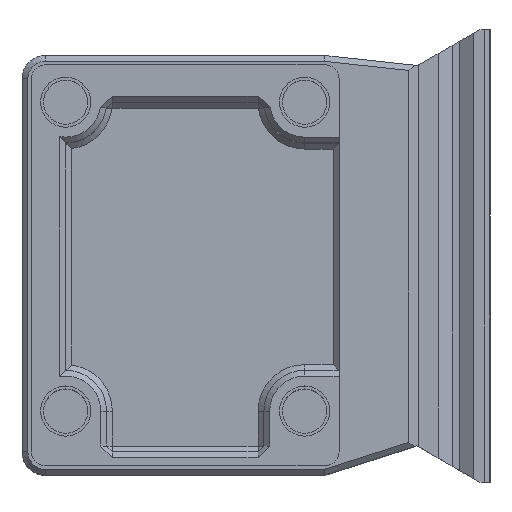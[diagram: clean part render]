
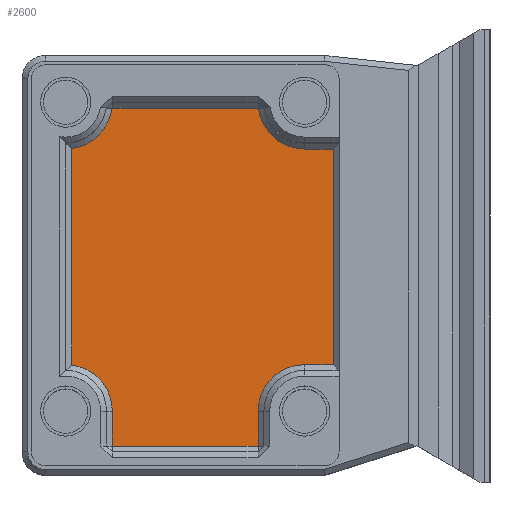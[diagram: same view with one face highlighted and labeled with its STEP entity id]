
A CAD part, top view. The second image highlights one B-rep face of the part: STEP entity #2600.
In plain terms, the highlighted planar face has unit normal (0, 0, 1).
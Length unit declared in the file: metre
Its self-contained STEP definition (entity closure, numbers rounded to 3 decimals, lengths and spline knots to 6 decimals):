
#90=CIRCLE('',#2803,0.004);
#91=CIRCLE('',#2804,0.004);
#92=CIRCLE('',#2805,0.004);
#93=CIRCLE('',#2806,0.004);
#390=ORIENTED_EDGE('',*,*,#1046,.T.);
#391=ORIENTED_EDGE('',*,*,#1047,.T.);
#392=ORIENTED_EDGE('',*,*,#1048,.T.);
#393=ORIENTED_EDGE('',*,*,#1049,.T.);
#394=ORIENTED_EDGE('',*,*,#1050,.T.);
#395=ORIENTED_EDGE('',*,*,#1051,.T.);
#396=ORIENTED_EDGE('',*,*,#1052,.T.);
#397=ORIENTED_EDGE('',*,*,#1053,.T.);
#398=ORIENTED_EDGE('',*,*,#1054,.T.);
#399=ORIENTED_EDGE('',*,*,#1055,.T.);
#400=ORIENTED_EDGE('',*,*,#1056,.T.);
#401=ORIENTED_EDGE('',*,*,#1057,.T.);
#1046=EDGE_CURVE('',#1379,#1380,#90,.T.);
#1047=EDGE_CURVE('',#1380,#1381,#1617,.T.);
#1048=EDGE_CURVE('',#1381,#1382,#1618,.T.);
#1049=EDGE_CURVE('',#1382,#1383,#1619,.T.);
#1050=EDGE_CURVE('',#1383,#1384,#91,.T.);
#1051=EDGE_CURVE('',#1384,#1385,#1620,.T.);
#1052=EDGE_CURVE('',#1385,#1386,#1621,.T.);
#1053=EDGE_CURVE('',#1386,#1387,#1622,.T.);
#1054=EDGE_CURVE('',#1387,#1388,#92,.T.);
#1055=EDGE_CURVE('',#1388,#1389,#1623,.T.);
#1056=EDGE_CURVE('',#1389,#1390,#93,.T.);
#1057=EDGE_CURVE('',#1390,#1379,#1624,.T.);
#1379=VERTEX_POINT('',#4061);
#1380=VERTEX_POINT('',#4062);
#1381=VERTEX_POINT('',#4064);
#1382=VERTEX_POINT('',#4066);
#1383=VERTEX_POINT('',#4068);
#1384=VERTEX_POINT('',#4070);
#1385=VERTEX_POINT('',#4072);
#1386=VERTEX_POINT('',#4074);
#1387=VERTEX_POINT('',#4076);
#1388=VERTEX_POINT('',#4078);
#1389=VERTEX_POINT('',#4080);
#1390=VERTEX_POINT('',#4082);
#1617=LINE('',#4063,#1923);
#1618=LINE('',#4065,#1924);
#1619=LINE('',#4067,#1925);
#1620=LINE('',#4071,#1926);
#1621=LINE('',#4073,#1927);
#1622=LINE('',#4075,#1928);
#1623=LINE('',#4079,#1929);
#1624=LINE('',#4083,#1930);
#1923=VECTOR('',#3247,1.);
#1924=VECTOR('',#3248,1.);
#1925=VECTOR('',#3249,1.);
#1926=VECTOR('',#3252,1.);
#1927=VECTOR('',#3253,1.);
#1928=VECTOR('',#3254,1.);
#1929=VECTOR('',#3257,1.);
#1930=VECTOR('',#3260,1.);
#2130=EDGE_LOOP('',(#390,#391,#392,#393,#394,#395,#396,#397,#398,#399,#400,
#401));
#2311=FACE_BOUND('',#2130,.T.);
#2469=PLANE('',#2802);
#2600=ADVANCED_FACE('',(#2311),#2469,.F.);
#2802=AXIS2_PLACEMENT_3D('',#4059,#3243,#3244);
#2803=AXIS2_PLACEMENT_3D('',#4060,#3245,#3246);
#2804=AXIS2_PLACEMENT_3D('',#4069,#3250,#3251);
#2805=AXIS2_PLACEMENT_3D('',#4077,#3255,#3256);
#2806=AXIS2_PLACEMENT_3D('',#4081,#3258,#3259);
#3243=DIRECTION('',(0.,0.,-1.));
#3244=DIRECTION('',(1.,0.,0.));
#3245=DIRECTION('',(0.,0.,-1.));
#3246=DIRECTION('',(-1.,0.,0.));
#3247=DIRECTION('',(0.,-1.,0.));
#3248=DIRECTION('',(1.,0.,0.));
#3249=DIRECTION('',(0.,1.,0.));
#3250=DIRECTION('',(0.,0.,-1.));
#3251=DIRECTION('',(-1.,0.,0.));
#3252=DIRECTION('',(1.,0.,0.));
#3253=DIRECTION('',(0.,1.,0.));
#3254=DIRECTION('',(-1.,0.,0.));
#3255=DIRECTION('',(0.,0.,-1.));
#3256=DIRECTION('',(-1.,0.,0.));
#3257=DIRECTION('',(-1.,0.,0.));
#3258=DIRECTION('',(0.,0.,-1.));
#3259=DIRECTION('',(-1.,0.,0.));
#3260=DIRECTION('',(0.,-1.,0.));
#4059=CARTESIAN_POINT('',(-0.102829,0.03567,0.001905));
#4060=CARTESIAN_POINT('',(-0.113083,0.02317,0.001905));
#4061=CARTESIAN_POINT('',(-0.112583,0.027139,0.001905));
#4062=CARTESIAN_POINT('',(-0.109083,0.02317,0.001905));
#4063=CARTESIAN_POINT('',(-0.109083,0.01967,0.001905));
#4064=CARTESIAN_POINT('',(-0.109083,0.02017,0.001905));
#4065=CARTESIAN_POINT('',(-0.102829,0.02017,0.001905));
#4066=CARTESIAN_POINT('',(-0.096583,0.02017,0.001905));
#4067=CARTESIAN_POINT('',(-0.096583,0.03567,0.001905));
#4068=CARTESIAN_POINT('',(-0.096583,0.02317,0.001905));
#4069=CARTESIAN_POINT('',(-0.092583,0.02317,0.001905));
#4070=CARTESIAN_POINT('',(-0.092583,0.02717,0.001905));
#4071=CARTESIAN_POINT('',(-0.089633,0.02717,0.001905));
#4072=CARTESIAN_POINT('',(-0.090133,0.02717,0.001905));
#4073=CARTESIAN_POINT('',(-0.090133,0.03567,0.001905));
#4074=CARTESIAN_POINT('',(-0.090133,0.04567,0.001905));
#4075=CARTESIAN_POINT('',(-0.102829,0.04567,0.001905));
#4076=CARTESIAN_POINT('',(-0.092583,0.04567,0.001905));
#4077=CARTESIAN_POINT('',(-0.092583,0.04967,0.001905));
#4078=CARTESIAN_POINT('',(-0.096552,0.04917,0.001905));
#4079=CARTESIAN_POINT('',(-0.102829,0.04917,0.001905));
#4080=CARTESIAN_POINT('',(-0.109115,0.04917,0.001905));
#4081=CARTESIAN_POINT('',(-0.113083,0.04967,0.001905));
#4082=CARTESIAN_POINT('',(-0.112583,0.045702,0.001905));
#4083=CARTESIAN_POINT('',(-0.112583,0.03567,0.001905));
